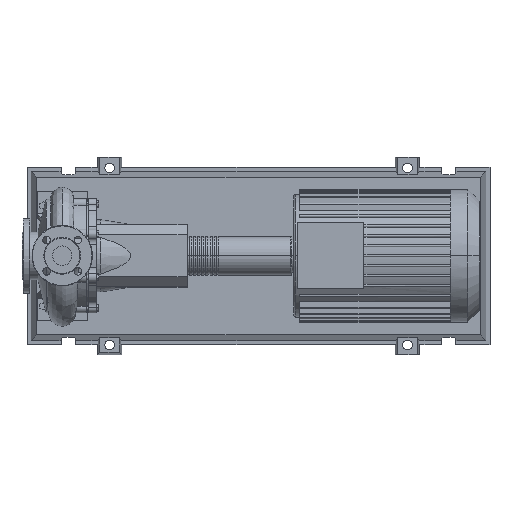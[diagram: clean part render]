
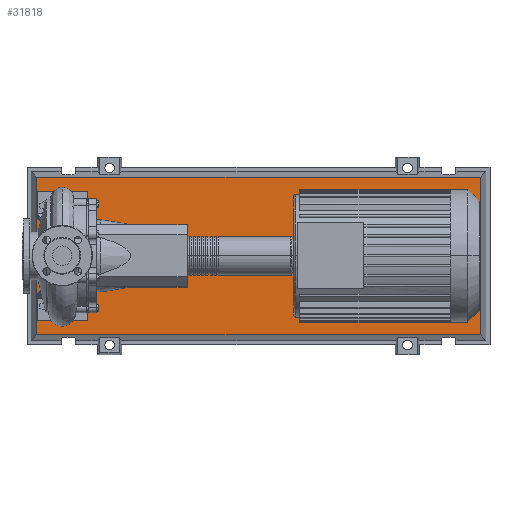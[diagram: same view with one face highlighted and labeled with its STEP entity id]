
A CAD part, top view. The second image highlights one B-rep face of the part: STEP entity #31818.
In plain terms, the highlighted planar face has unit normal (0, 0, 1).
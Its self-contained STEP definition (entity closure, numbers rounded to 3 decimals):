
#31499=CARTESIAN_POINT('',(1037.971,-195.471,103.0));
#31500=VERTEX_POINT('',#31499);
#31507=CARTESIAN_POINT('',(-62.971,-195.471,103.0));
#31508=VERTEX_POINT('',#31507);
#31509=CARTESIAN_POINT('',(1037.971,-195.471,103.0));
#31510=DIRECTION('',(-1.0,0.0,0.0));
#31511=VECTOR('',#31510,1100.941);
#31512=LINE('',#31509,#31511);
#31513=EDGE_CURVE('',#31500,#31508,#31512,.T.);
#31731=CARTESIAN_POINT('',(1037.971,195.471,103.0));
#31732=VERTEX_POINT('',#31731);
#31733=CARTESIAN_POINT('',(1037.971,195.471,103.0));
#31734=DIRECTION('',(0.0,-1.0,0.0));
#31735=VECTOR('',#31734,390.941);
#31736=LINE('',#31733,#31735);
#31737=EDGE_CURVE('',#31732,#31500,#31736,.T.);
#31755=CARTESIAN_POINT('',(-62.971,195.471,103.0));
#31756=VERTEX_POINT('',#31755);
#31757=CARTESIAN_POINT('',(-62.971,-195.471,103.0));
#31758=DIRECTION('',(0.0,1.0,0.0));
#31759=VECTOR('',#31758,390.941);
#31760=LINE('',#31757,#31759);
#31761=EDGE_CURVE('',#31508,#31756,#31760,.T.);
#31794=CARTESIAN_POINT('',(-62.971,195.471,103.0));
#31795=DIRECTION('',(1.0,0.0,0.0));
#31796=VECTOR('',#31795,1100.941);
#31797=LINE('',#31794,#31796);
#31798=EDGE_CURVE('',#31756,#31732,#31797,.T.);
#31807=CARTESIAN_POINT('',(487.5,0.,103.0));
#31808=DIRECTION('',(0.0,0.0,1.0));
#31809=DIRECTION('',(1.0,0.0,0.0));
#31810=AXIS2_PLACEMENT_3D('',#31807,#31808,#31809);
#31811=PLANE('',#31810);
#31812=ORIENTED_EDGE('',*,*,#31737,.F.);
#31813=ORIENTED_EDGE('',*,*,#31798,.F.);
#31814=ORIENTED_EDGE('',*,*,#31761,.F.);
#31815=ORIENTED_EDGE('',*,*,#31513,.F.);
#31816=EDGE_LOOP('',(#31812,#31813,#31814,#31815));
#31817=FACE_OUTER_BOUND('',#31816,.T.);
#31818=ADVANCED_FACE('',(#31817),#31811,.T.);
